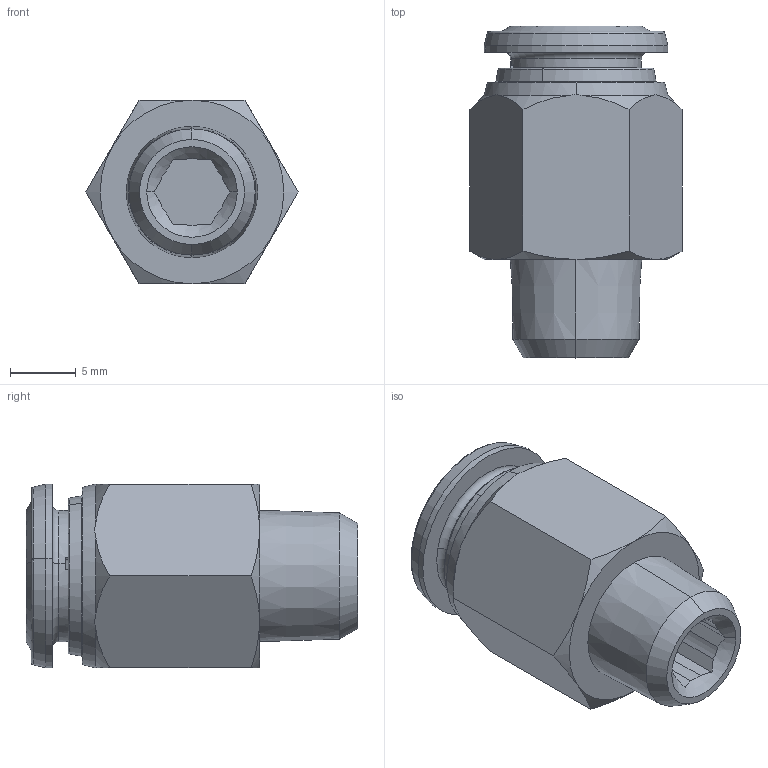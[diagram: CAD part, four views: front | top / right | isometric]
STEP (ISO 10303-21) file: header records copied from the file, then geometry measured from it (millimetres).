
FILE_DESCRIPTION (( 'STEP AP214' ), '1' );
FILE_NAME ('6000000005.step', '2012-10-16T16:30:19', ( '' ), ( '' ), 'SwSTEP 2.0', 'SolidWorks 2012', '' );
FILE_SCHEMA (( 'AUTOMOTIVE_DESIGN' ));
Length unit declared in the file: millimetre
Products named in the file (1): 6000000005
Bounding box: 16.17 x 25.3 x 14 mm (x, y, z)
Volume: 2912.7 mm3; surface area: 1721.9 mm2
Topology: 1 solids, 1 shells, 85 faces, 210 edges, 132 vertices
Faces by surface type: plane 33, cone 32, cylinder 12, torus 8
Entity records: 3633 total; most frequent: CARTESIAN_POINT 652, DIRECTION 426, ORIENTED_EDGE 420, EDGE_CURVE 210, AXIS2_PLACEMENT_3D 174, VERTEX_POINT 132, EDGE_LOOP 94, UNCERTAINTY_MEASURE_WITH_UNIT 88
